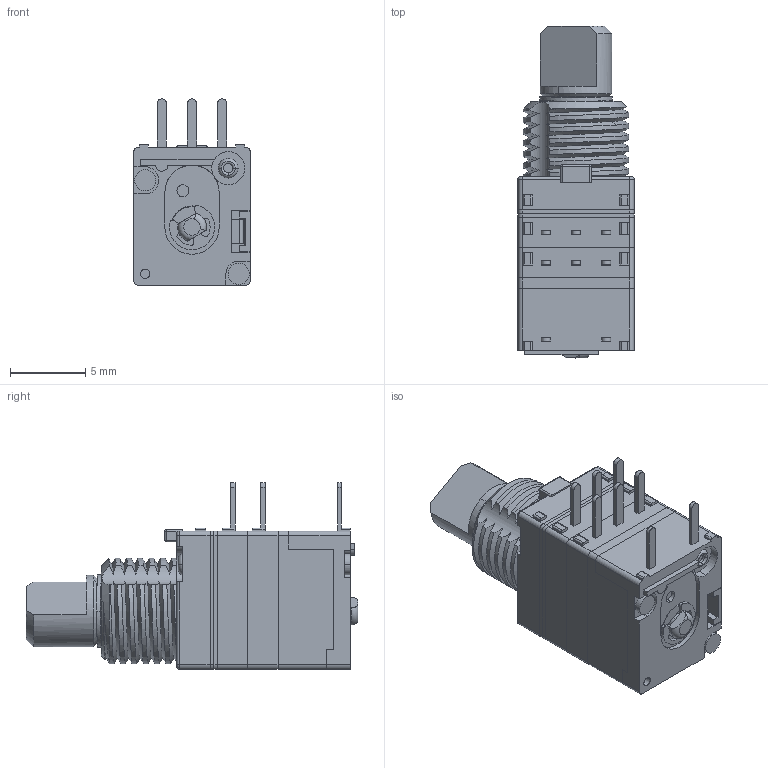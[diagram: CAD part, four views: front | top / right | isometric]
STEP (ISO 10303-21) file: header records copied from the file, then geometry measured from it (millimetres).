
FILE_DESCRIPTION((''),'2;1');
FILE_NAME('F081275S_ASM','2017-05-27T',('eng05'),(''),'PRO/ENGINEER BY PARAMETRIC TECHNOLOGY CORPORATION, 2012480','PRO/ENGINEER BY PARAMETRIC TECHNOLOGY CORPORATION, 2012480','');
FILE_SCHEMA(('CONFIG_CONTROL_DESIGN'));
Length unit declared in the file: millimetre
Products named in the file (11): 13892-2; 13893-3; 13896; 13904; 13905; 13907; 13908-9; 13900; 12245; 13910; F081275S_ASM
Assembly tree (13 placements, depth 2):
  F081275S_ASM
    13892-2
    13893-3  x2
    13896  x2
    13904
    13905
    13907
    13908-9
    13900
    12245
    13910  x2
Bounding box: 7.7 x 22 x 12.35 mm (x, y, z)
Surface area: 2126.2 mm2 (no closed solid volume)
Topology: 0 solids, 13 shells, 463 faces, 1182 edges, 769 vertices
Faces by surface type: plane 219, cylinder 178, bspline 34, torus 15, cone 13, sphere 4
Entity records: 19841 total; most frequent: CARTESIAN_POINT 9952, ORIENTED_EDGE 2036, DIRECTION 1978, EDGE_CURVE 1018, AXIS2_PLACEMENT_3D 695, VERTEX_POINT 664, VECTOR 588, LINE 588
